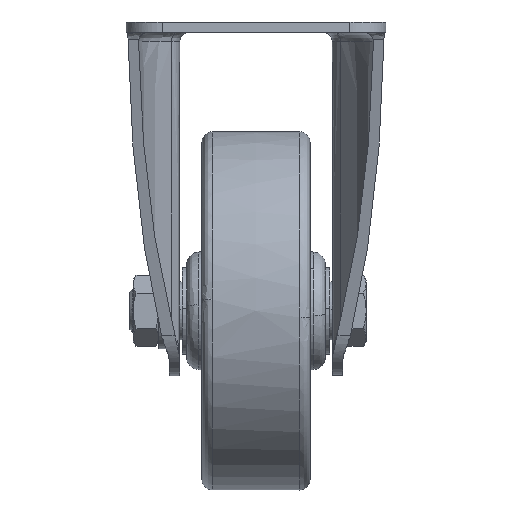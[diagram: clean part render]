
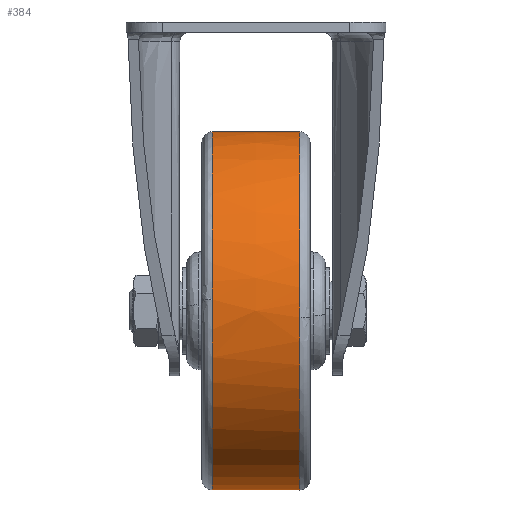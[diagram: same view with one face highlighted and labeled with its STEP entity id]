
A CAD part, left-side view. The second image highlights one B-rep face of the part: STEP entity #384.
In plain terms, the highlighted free-form (B-spline) face has degree [2, 2] with [3, 7] control points.
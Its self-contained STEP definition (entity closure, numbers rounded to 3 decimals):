
#68=CARTESIAN_POINT('',(-49.531,12.183,-76.884));
#69=VERTEX_POINT('',#68);
#83=CARTESIAN_POINT('',(0.0,12.183,-30.371));
#84=VERTEX_POINT('',#83);
#85=CARTESIAN_POINT('',(0.0,12.183,-30.371));
#86=CARTESIAN_POINT('',(-46.604,12.183,-30.371));
#87=CARTESIAN_POINT('',(-49.531,12.183,-76.884));
#95=(BOUNDED_CURVE()B_SPLINE_CURVE(2,(#85,#86,#87),.UNSPECIFIED.,.F.,.U.)B_SPLINE_CURVE_WITH_KNOTS((3,3),(0.5,0.739),.UNSPECIFIED.)CURVE()GEOMETRIC_REPRESENTATION_ITEM()RATIONAL_B_SPLINE_CURVE((1.0,0.72,0.975))REPRESENTATION_ITEM(''));
#96=EDGE_CURVE('',#84,#69,#95,.T.);
#176=CARTESIAN_POINT('',(0.0,12.183,-129.629));
#177=VERTEX_POINT('',#176);
#191=CARTESIAN_POINT('',(-49.531,12.183,-76.884));
#192=CARTESIAN_POINT('',(-49.629,12.183,-78.44));
#193=CARTESIAN_POINT('',(-49.629,12.183,-80.));
#194=CARTESIAN_POINT('',(-49.629,12.183,-129.629));
#195=CARTESIAN_POINT('',(0.0,12.183,-129.629));
#203=(BOUNDED_CURVE()B_SPLINE_CURVE(2,(#191,#192,#193,#194,#195),.UNSPECIFIED.,.F.,.U.)B_SPLINE_CURVE_WITH_KNOTS((3,2,3),(0.739,0.75,1.0),.UNSPECIFIED.)CURVE()GEOMETRIC_REPRESENTATION_ITEM()RATIONAL_B_SPLINE_CURVE((0.975,0.987,1.0,0.707,1.0))REPRESENTATION_ITEM(''));
#204=EDGE_CURVE('',#69,#177,#203,.T.);
#254=CARTESIAN_POINT('',(0.0,-12.183,-129.629));
#255=VERTEX_POINT('',#254);
#256=CARTESIAN_POINT('',(0.0,-12.183,-129.629));
#257=CARTESIAN_POINT('',(0.0,0.,-130.372));
#258=CARTESIAN_POINT('',(0.0,12.183,-129.629));
#266=(BOUNDED_CURVE()B_SPLINE_CURVE(2,(#256,#257,#258),.UNSPECIFIED.,.F.,.U.)B_SPLINE_CURVE_WITH_KNOTS((3,3),(0.46,0.54),.UNSPECIFIED.)CURVE()GEOMETRIC_REPRESENTATION_ITEM()RATIONAL_B_SPLINE_CURVE((0.876,0.874,0.876))REPRESENTATION_ITEM(''));
#267=EDGE_CURVE('',#255,#177,#266,.T.);
#271=CARTESIAN_POINT('',(0.0,-12.183,-30.371));
#272=VERTEX_POINT('',#271);
#273=CARTESIAN_POINT('',(0.0,-12.183,-30.371));
#274=CARTESIAN_POINT('',(0.0,0.,-29.628));
#275=CARTESIAN_POINT('',(0.0,12.183,-30.371));
#283=(BOUNDED_CURVE()B_SPLINE_CURVE(2,(#273,#274,#275),.UNSPECIFIED.,.F.,.U.)B_SPLINE_CURVE_WITH_KNOTS((3,3),(0.46,0.54),.UNSPECIFIED.)CURVE()GEOMETRIC_REPRESENTATION_ITEM()RATIONAL_B_SPLINE_CURVE((0.876,0.874,0.876))REPRESENTATION_ITEM(''));
#284=EDGE_CURVE('',#272,#84,#283,.T.);
#319=CARTESIAN_POINT('',(1.385,-13.397,-30.449));
#320=CARTESIAN_POINT('',(1.41,0.,-29.55));
#321=CARTESIAN_POINT('',(1.385,13.397,-30.449));
#322=CARTESIAN_POINT('',(0.697,-13.397,-30.449));
#323=CARTESIAN_POINT('',(0.709,0.,-29.55));
#324=CARTESIAN_POINT('',(0.697,13.397,-30.449));
#325=CARTESIAN_POINT('',(-49.551,-13.397,-30.449));
#326=CARTESIAN_POINT('',(-50.45,0.,-29.55));
#327=CARTESIAN_POINT('',(-49.551,13.397,-30.449));
#328=CARTESIAN_POINT('',(-49.551,-13.397,-80.));
#329=CARTESIAN_POINT('',(-50.45,0.,-80.));
#330=CARTESIAN_POINT('',(-49.551,13.397,-80.));
#331=CARTESIAN_POINT('',(-49.551,-13.397,-129.551));
#332=CARTESIAN_POINT('',(-50.45,0.,-130.45));
#333=CARTESIAN_POINT('',(-49.551,13.397,-129.551));
#334=CARTESIAN_POINT('',(0.697,-13.397,-129.551));
#335=CARTESIAN_POINT('',(0.709,0.,-130.45));
#336=CARTESIAN_POINT('',(0.697,13.397,-129.551));
#337=CARTESIAN_POINT('',(1.385,-13.397,-129.551));
#338=CARTESIAN_POINT('',(1.41,0.,-130.45));
#339=CARTESIAN_POINT('',(1.385,13.397,-129.551));
#347=(BOUNDED_SURFACE()B_SPLINE_SURFACE(2,2,((#319,#322,#325,#328,#331,#334,#337),(#320,#323,#326,#329,#332,#335,#338),(#321,#324,#327,#330,#333,#336,#339)),.UNSPECIFIED.,.F.,.F.,.U.)B_SPLINE_SURFACE_WITH_KNOTS((3,3),(3,1,2,1,3),(0.0,26.825),(0.0,1.657,84.5,167.342,168.999),.UNSPECIFIED.)GEOMETRIC_REPRESENTATION_ITEM()RATIONAL_B_SPLINE_SURFACE(((0.886,0.881,0.619,0.876,0.619,0.881,0.886),(0.884,0.879,0.618,0.874,0.618,0.879,0.884),(0.886,0.881,0.619,0.876,0.619,0.881,0.886)))REPRESENTATION_ITEM('')SURFACE());
#348=ORIENTED_EDGE('',*,*,#267,.F.);
#349=CARTESIAN_POINT('',(-49.593,-12.183,-81.871));
#350=VERTEX_POINT('',#349);
#351=CARTESIAN_POINT('',(-49.593,-12.183,-81.871));
#352=CARTESIAN_POINT('',(-47.792,-12.183,-129.629));
#353=CARTESIAN_POINT('',(0.0,-12.183,-129.629));
#361=(BOUNDED_CURVE()B_SPLINE_CURVE(2,(#351,#352,#353),.UNSPECIFIED.,.F.,.U.)B_SPLINE_CURVE_WITH_KNOTS((3,3),(0.757,1.0),.UNSPECIFIED.)CURVE()GEOMETRIC_REPRESENTATION_ITEM()RATIONAL_B_SPLINE_CURVE((0.985,0.715,1.0))REPRESENTATION_ITEM(''));
#362=EDGE_CURVE('',#350,#255,#361,.T.);
#363=ORIENTED_EDGE('',*,*,#362,.F.);
#364=CARTESIAN_POINT('',(0.0,-12.183,-30.371));
#365=CARTESIAN_POINT('',(-49.629,-12.183,-30.371));
#366=CARTESIAN_POINT('',(-49.629,-12.183,-80.));
#367=CARTESIAN_POINT('',(-49.629,-12.183,-80.936));
#368=CARTESIAN_POINT('',(-49.593,-12.183,-81.871));
#376=(BOUNDED_CURVE()B_SPLINE_CURVE(2,(#364,#365,#366,#367,#368),.UNSPECIFIED.,.F.,.U.)B_SPLINE_CURVE_WITH_KNOTS((3,2,3),(0.5,0.75,0.757),.UNSPECIFIED.)CURVE()GEOMETRIC_REPRESENTATION_ITEM()RATIONAL_B_SPLINE_CURVE((1.0,0.707,1.0,0.992,0.985))REPRESENTATION_ITEM(''));
#377=EDGE_CURVE('',#272,#350,#376,.T.);
#378=ORIENTED_EDGE('',*,*,#377,.F.);
#379=ORIENTED_EDGE('',*,*,#284,.T.);
#380=ORIENTED_EDGE('',*,*,#96,.T.);
#381=ORIENTED_EDGE('',*,*,#204,.T.);
#382=EDGE_LOOP('',(#348,#363,#378,#379,#380,#381));
#383=FACE_OUTER_BOUND('',#382,.T.);
#384=ADVANCED_FACE('',(#383),#347,.T.);
